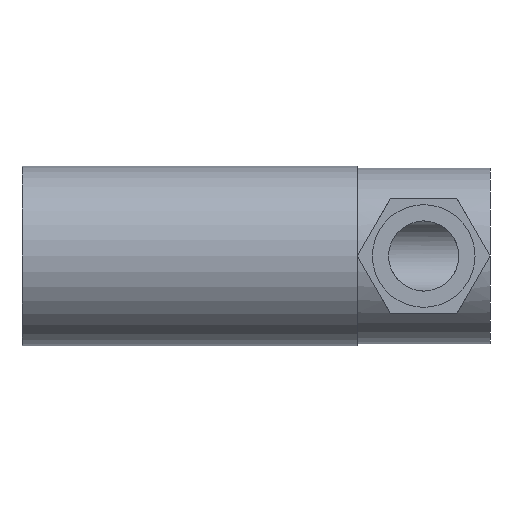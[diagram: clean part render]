
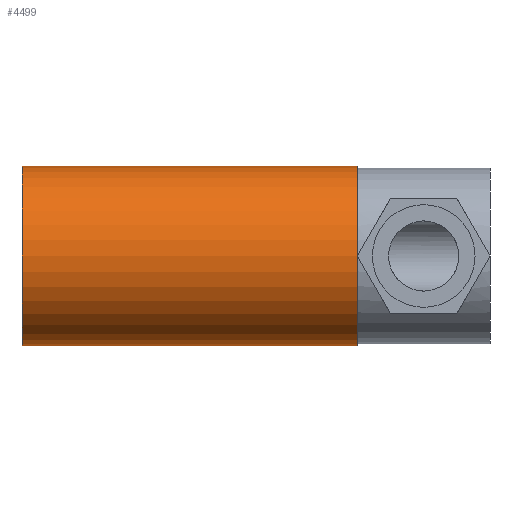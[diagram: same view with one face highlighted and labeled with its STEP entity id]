
A CAD part, front view. The second image highlights one B-rep face of the part: STEP entity #4499.
In plain terms, the highlighted cylindrical face has radius 11.5 mm (diameter 23 mm), a partial arc.
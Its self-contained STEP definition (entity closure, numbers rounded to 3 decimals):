
#293 = VERTEX_POINT ( 'NONE', #3831 ) ;
#560 = CARTESIAN_POINT ( 'NONE',  ( 0., 0., 11.5 ) ) ;
#828 = CARTESIAN_POINT ( 'NONE',  ( 0., 0., 0. ) ) ;
#1345 = CIRCLE ( 'NONE', #5922, 11.5 ) ;
#1474 = AXIS2_PLACEMENT_3D ( 'NONE', #828, #2600, #5837 ) ;
#1575 = VERTEX_POINT ( 'NONE', #4544 ) ;
#1669 = LINE ( 'NONE', #560, #2791 ) ;
#1994 = DIRECTION ( 'NONE',  ( -1., 0., 0. ) ) ;
#2027 = DIRECTION ( 'NONE',  ( -1., 0., 0. ) ) ;
#2040 = EDGE_CURVE ( 'NONE', #293, #1575, #5988, .T. ) ;
#2097 = ORIENTED_EDGE ( 'NONE', *, *, #2040, .F. ) ;
#2182 = CARTESIAN_POINT ( 'NONE',  ( 0., 0., 0. ) ) ;
#2556 = VERTEX_POINT ( 'NONE', #6739 ) ;
#2600 = DIRECTION ( 'NONE',  ( -1., 0., 0. ) ) ;
#2791 = VECTOR ( 'NONE', #6718, 1000. ) ;
#3379 = CYLINDRICAL_SURFACE ( 'NONE', #4092, 11.5 ) ;
#3389 = CARTESIAN_POINT ( 'NONE',  ( 43., 0., 0. ) ) ;
#3581 = ORIENTED_EDGE ( 'NONE', *, *, #4394, .F. ) ;
#3831 = CARTESIAN_POINT ( 'NONE',  ( 43., 0., -11.5 ) ) ;
#4092 = AXIS2_PLACEMENT_3D ( 'NONE', #2182, #6491, #6033 ) ;
#4289 = CARTESIAN_POINT ( 'NONE',  ( 0., 0., 11.5 ) ) ;
#4394 = EDGE_CURVE ( 'NONE', #1575, #6658, #6317, .T. ) ;
#4499 = ADVANCED_FACE ( 'NONE', ( #6573 ), #3379, .T. ) ;
#4533 = ORIENTED_EDGE ( 'NONE', *, *, #6892, .T. ) ;
#4544 = CARTESIAN_POINT ( 'NONE',  ( 0., 0., -11.5 ) ) ;
#5077 = DIRECTION ( 'NONE',  ( 0., 0., 1. ) ) ;
#5145 = EDGE_CURVE ( 'NONE', #293, #2556, #1345, .T. ) ;
#5146 = ORIENTED_EDGE ( 'NONE', *, *, #5145, .T. ) ;
#5837 = DIRECTION ( 'NONE',  ( 0., 0., 1. ) ) ;
#5922 = AXIS2_PLACEMENT_3D ( 'NONE', #3389, #1994, #5077 ) ;
#5988 = LINE ( 'NONE', #7263, #7218 ) ;
#6033 = DIRECTION ( 'NONE',  ( 0., 0., 1. ) ) ;
#6177 = EDGE_LOOP ( 'NONE', ( #2097, #5146, #4533, #3581 ) ) ;
#6317 = CIRCLE ( 'NONE', #1474, 11.5 ) ;
#6491 = DIRECTION ( 'NONE',  ( -1., 0., 0. ) ) ;
#6573 = FACE_OUTER_BOUND ( 'NONE', #6177, .T. ) ;
#6658 = VERTEX_POINT ( 'NONE', #4289 ) ;
#6718 = DIRECTION ( 'NONE',  ( -1., 0., 0. ) ) ;
#6739 = CARTESIAN_POINT ( 'NONE',  ( 43., 0., 11.5 ) ) ;
#6892 = EDGE_CURVE ( 'NONE', #2556, #6658, #1669, .T. ) ;
#7218 = VECTOR ( 'NONE', #2027, 1000. ) ;
#7263 = CARTESIAN_POINT ( 'NONE',  ( 0., 0., -11.5 ) ) ;
